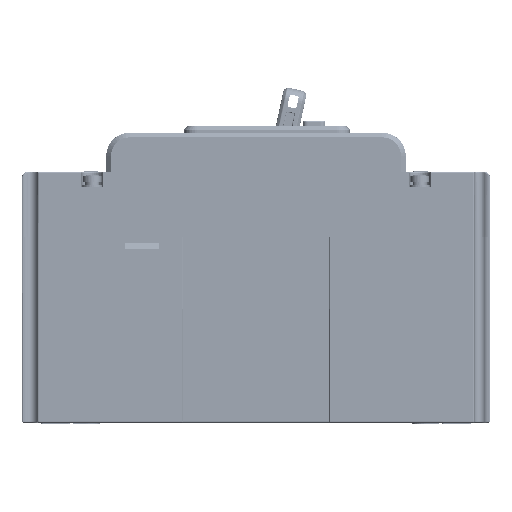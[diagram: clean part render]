
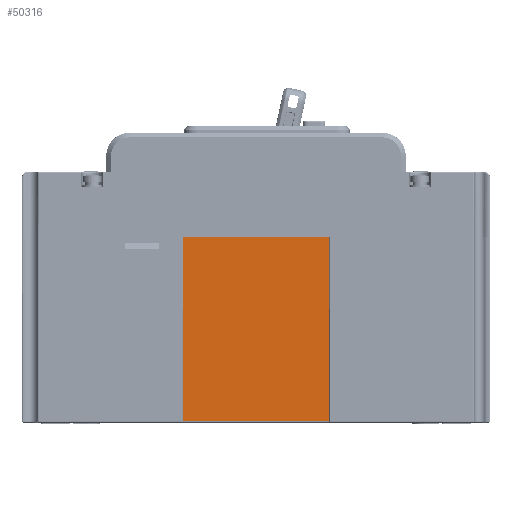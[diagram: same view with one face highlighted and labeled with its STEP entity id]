
A CAD part, left-side view. The second image highlights one B-rep face of the part: STEP entity #50316.
In plain terms, the highlighted planar face has unit normal (-1, 0, 0).
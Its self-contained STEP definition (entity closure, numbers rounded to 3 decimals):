
#16085=DIRECTION('',(0.,-1.,0.));
#16086=VECTOR('',#16085,47.);
#16087=CARTESIAN_POINT('',(0.5,98.5,1.));
#16088=LINE('',#16087,#16086);
#16089=CARTESIAN_POINT('',(0.5,51.5,1.));
#16102=DIRECTION('',(0.,0.,1.));
#16103=VECTOR('',#16102,59.);
#16104=CARTESIAN_POINT('',(0.5,98.5,1.));
#16105=LINE('',#16104,#16103);
#16106=DIRECTION('',(0.,-1.,0.));
#16107=VECTOR('',#16106,47.);
#16108=CARTESIAN_POINT('',(0.5,98.5,60.));
#16109=LINE('',#16108,#16107);
#16110=DIRECTION('',(0.,0.,1.));
#16111=VECTOR('',#16110,59.);
#16112=CARTESIAN_POINT('',(0.5,51.5,1.));
#16113=LINE('',#16112,#16111);
#23683=CARTESIAN_POINT('',(0.5,51.5,60.));
#23684=VERTEX_POINT('',#23683);
#23685=CARTESIAN_POINT('',(0.5,98.5,60.));
#23686=VERTEX_POINT('',#23685);
#29002=VERTEX_POINT('',#16089);
#29003=CARTESIAN_POINT('',(0.5,98.5,1.));
#29004=VERTEX_POINT('',#29003);
#50304=CARTESIAN_POINT('',(0.5,51.5,60.));
#50305=DIRECTION('',(1.,0.,0.));
#50306=DIRECTION('',(0.,1.,0.));
#50307=AXIS2_PLACEMENT_3D('',#50304,#50305,#50306);
#50308=PLANE('',#50307);
#50309=ORIENTED_EDGE('',*,*,#50295,.F.);
#50310=ORIENTED_EDGE('',*,*,#50271,.T.);
#50311=ORIENTED_EDGE('',*,*,#36865,.T.);
#50313=ORIENTED_EDGE('',*,*,#50312,.F.);
#50314=EDGE_LOOP('',(#50309,#50310,#50311,#50313));
#50315=FACE_OUTER_BOUND('',#50314,.F.);
#50316=ADVANCED_FACE('',(#50315),#50308,.F.);
#36865=EDGE_CURVE('',#23686,#23684,#16109,.T.);
#50271=EDGE_CURVE('',#29004,#23686,#16105,.T.);
#50295=EDGE_CURVE('',#29004,#29002,#16088,.T.);
#50312=EDGE_CURVE('',#29002,#23684,#16113,.T.);
